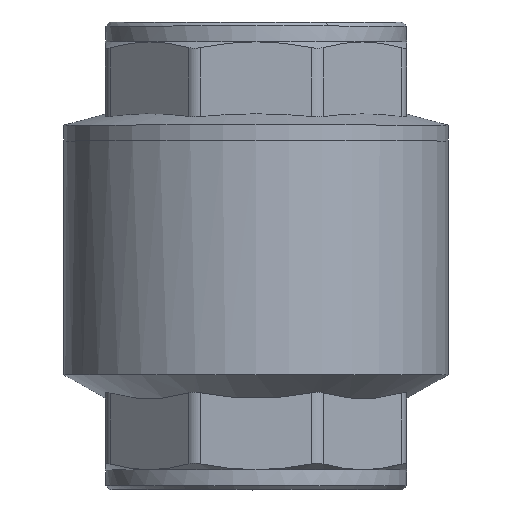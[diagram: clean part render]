
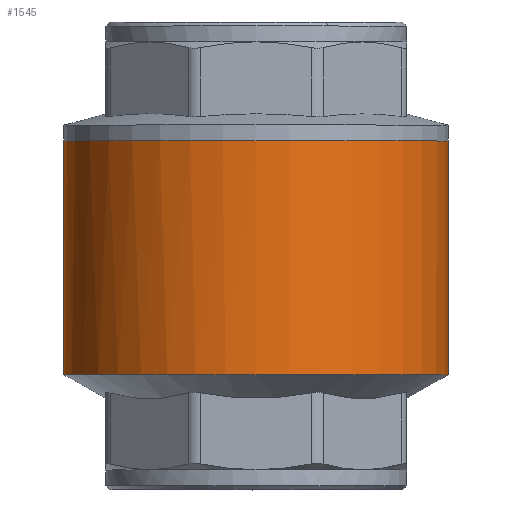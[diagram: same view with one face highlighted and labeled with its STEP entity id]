
A CAD part, top view. The second image highlights one B-rep face of the part: STEP entity #1545.
In plain terms, the highlighted cylindrical face has radius 24.25 mm (diameter 48.5 mm), a full revolution.
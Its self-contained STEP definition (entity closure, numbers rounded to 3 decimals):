
#73 = EDGE_LOOP ( 'NONE', ( #725 ) ) ;
#78 = EDGE_LOOP ( 'NONE', ( #669 ) ) ;
#86 = FACE_OUTER_BOUND ( 'NONE', #73, .T. ) ;
#221 = CYLINDRICAL_SURFACE ( 'NONE', #1649, 24.25 ) ;
#233 = FACE_OUTER_BOUND ( 'NONE', #78, .T. ) ;
#244 = VERTEX_POINT ( 'NONE', #1031 ) ;
#448 = CIRCLE ( 'NONE', #1637, 24.25 ) ;
#494 = CIRCLE ( 'NONE', #1615, 24.25 ) ;
#518 = VERTEX_POINT ( 'NONE', #1033 ) ;
#669 = ORIENTED_EDGE ( 'NONE', *, *, #1765, .T. ) ;
#725 = ORIENTED_EDGE ( 'NONE', *, *, #1574, .T. ) ;
#1031 = CARTESIAN_POINT ( 'NONE',  ( 0., 0., 24.25 ) ) ;
#1033 = CARTESIAN_POINT ( 'NONE',  ( 0., -29.5, 24.25 ) ) ;
#1050 = DIRECTION ( 'NONE',  ( 0., 0., 1. ) ) ;
#1063 = DIRECTION ( 'NONE',  ( 0., -1., 0. ) ) ;
#1068 = CARTESIAN_POINT ( 'NONE',  ( 0., 0., 0. ) ) ;
#1545 = ADVANCED_FACE ( 'NONE', ( #86, #233 ), #221, .T. ) ;
#1574 = EDGE_CURVE ( 'NONE', #518, #518, #448, .T. ) ;
#1615 = AXIS2_PLACEMENT_3D ( 'NONE', #1068, #1063, #1050 ) ;
#1637 = AXIS2_PLACEMENT_3D ( 'NONE', #2259, #2271, #2278 ) ;
#1649 = AXIS2_PLACEMENT_3D ( 'NONE', #1854, #1858, #1847 ) ;
#1765 = EDGE_CURVE ( 'NONE', #244, #244, #494, .T. ) ;
#1847 = DIRECTION ( 'NONE',  ( 0., 0., 1. ) ) ;
#1854 = CARTESIAN_POINT ( 'NONE',  ( 0., -20.827, 0. ) ) ;
#1858 = DIRECTION ( 'NONE',  ( 0., 1., 0. ) ) ;
#2259 = CARTESIAN_POINT ( 'NONE',  ( 0., -29.5, 0. ) ) ;
#2271 = DIRECTION ( 'NONE',  ( 0., 1., 0. ) ) ;
#2278 = DIRECTION ( 'NONE',  ( 0., 0., 1. ) ) ;
